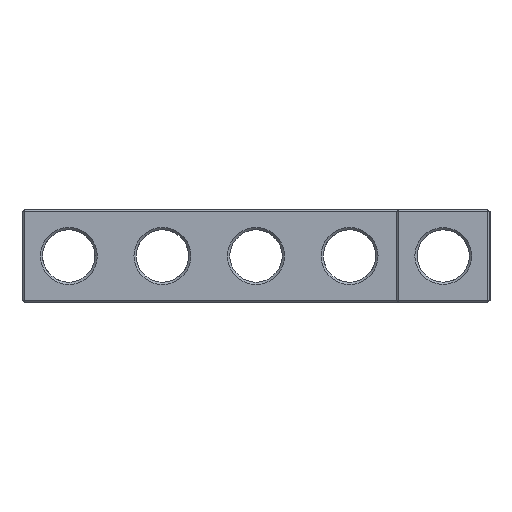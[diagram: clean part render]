
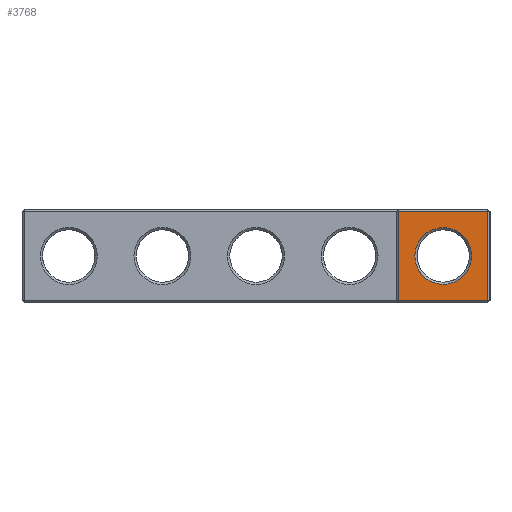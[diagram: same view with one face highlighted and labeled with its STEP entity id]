
A CAD part, left-side view. The second image highlights one B-rep face of the part: STEP entity #3768.
In plain terms, the highlighted planar face has unit normal (-1, 0, 0).
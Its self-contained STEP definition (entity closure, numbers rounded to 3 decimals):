
#326 = PLANE('',#327);
#327 = AXIS2_PLACEMENT_3D('',#328,#329,#330);
#328 = CARTESIAN_POINT('',(-56.1,6.1,0.));
#329 = DIRECTION('',(0.707,-0.707,0.)
  );
#330 = DIRECTION('',(0.,0.,-1.));
#1058 = VERTEX_POINT('',#1059);
#1059 = CARTESIAN_POINT('',(-56.25,5.95,0.3));
#1080 = EDGE_CURVE('',#1058,#1081,#1083,.T.);
#1081 = VERTEX_POINT('',#1082);
#1082 = CARTESIAN_POINT('',(-56.25,5.95,12.2));
#1083 = SURFACE_CURVE('',#1084,(#1088,#1095),.PCURVE_S1.);
#1084 = LINE('',#1085,#1086);
#1085 = CARTESIAN_POINT('',(-56.25,5.95,0.));
#1086 = VECTOR('',#1087,1.);
#1087 = DIRECTION('',(0.,0.,1.));
#1088 = PCURVE('',#326,#1089);
#1089 = DEFINITIONAL_REPRESENTATION('',(#1090),#1094);
#1090 = LINE('',#1091,#1092);
#1091 = CARTESIAN_POINT('',(0.,-0.212));
#1092 = VECTOR('',#1093,1.);
#1093 = DIRECTION('',(-1.,0.));
#1094 = ( GEOMETRIC_REPRESENTATION_CONTEXT(2) 
PARAMETRIC_REPRESENTATION_CONTEXT() REPRESENTATION_CONTEXT('2D SPACE',''
  ) );
#1095 = PCURVE('',#1096,#1101);
#1096 = PLANE('',#1097);
#1097 = AXIS2_PLACEMENT_3D('',#1098,#1099,#1100);
#1098 = CARTESIAN_POINT('',(-56.25,6.25,0.));
#1099 = DIRECTION('',(1.,0.,0.));
#1100 = DIRECTION('',(0.,-1.,0.));
#1101 = DEFINITIONAL_REPRESENTATION('',(#1102),#1106);
#1102 = LINE('',#1103,#1104);
#1103 = CARTESIAN_POINT('',(0.3,0.));
#1104 = VECTOR('',#1105,1.);
#1105 = DIRECTION('',(0.,-1.));
#1106 = ( GEOMETRIC_REPRESENTATION_CONTEXT(2) 
PARAMETRIC_REPRESENTATION_CONTEXT() REPRESENTATION_CONTEXT('2D SPACE',''
  ) );
#1397 = PLANE('',#1398);
#1398 = AXIS2_PLACEMENT_3D('',#1399,#1400,#1401);
#1399 = CARTESIAN_POINT('',(-56.1,6.25,0.15));
#1400 = DIRECTION('',(0.707,0.,0.707)
  );
#1401 = DIRECTION('',(0.,-1.,0.));
#2025 = PLANE('',#2026);
#2026 = AXIS2_PLACEMENT_3D('',#2027,#2028,#2029);
#2027 = CARTESIAN_POINT('',(-56.1,6.25,12.35));
#2028 = DIRECTION('',(-0.707,0.,0.707
    ));
#2029 = DIRECTION('',(0.,-1.,0.));
#3768 = ADVANCED_FACE('',(#3769,#3844),#1096,.F.);
#3769 = FACE_BOUND('',#3770,.F.);
#3770 = EDGE_LOOP('',(#3771,#3801,#3822,#3823));
#3771 = ORIENTED_EDGE('',*,*,#3772,.F.);
#3772 = EDGE_CURVE('',#3773,#3775,#3777,.T.);
#3773 = VERTEX_POINT('',#3774);
#3774 = CARTESIAN_POINT('',(-56.25,-5.95,0.3));
#3775 = VERTEX_POINT('',#3776);
#3776 = CARTESIAN_POINT('',(-56.25,-5.95,12.2));
#3777 = SURFACE_CURVE('',#3778,(#3782,#3789),.PCURVE_S1.);
#3778 = LINE('',#3779,#3780);
#3779 = CARTESIAN_POINT('',(-56.25,-5.95,0.));
#3780 = VECTOR('',#3781,1.);
#3781 = DIRECTION('',(0.,0.,1.));
#3782 = PCURVE('',#1096,#3783);
#3783 = DEFINITIONAL_REPRESENTATION('',(#3784),#3788);
#3784 = LINE('',#3785,#3786);
#3785 = CARTESIAN_POINT('',(12.2,0.));
#3786 = VECTOR('',#3787,1.);
#3787 = DIRECTION('',(0.,-1.));
#3788 = ( GEOMETRIC_REPRESENTATION_CONTEXT(2) 
PARAMETRIC_REPRESENTATION_CONTEXT() REPRESENTATION_CONTEXT('2D SPACE',''
  ) );
#3789 = PCURVE('',#3790,#3795);
#3790 = PLANE('',#3791);
#3791 = AXIS2_PLACEMENT_3D('',#3792,#3793,#3794);
#3792 = CARTESIAN_POINT('',(-56.1,-6.1,0.));
#3793 = DIRECTION('',(-0.707,-0.707,0.
    ));
#3794 = DIRECTION('',(0.,0.,1.));
#3795 = DEFINITIONAL_REPRESENTATION('',(#3796),#3800);
#3796 = LINE('',#3797,#3798);
#3797 = CARTESIAN_POINT('',(0.,0.212));
#3798 = VECTOR('',#3799,1.);
#3799 = DIRECTION('',(1.,0.));
#3800 = ( GEOMETRIC_REPRESENTATION_CONTEXT(2) 
PARAMETRIC_REPRESENTATION_CONTEXT() REPRESENTATION_CONTEXT('2D SPACE',''
  ) );
#3801 = ORIENTED_EDGE('',*,*,#3802,.F.);
#3802 = EDGE_CURVE('',#1058,#3773,#3803,.T.);
#3803 = SURFACE_CURVE('',#3804,(#3808,#3815),.PCURVE_S1.);
#3804 = LINE('',#3805,#3806);
#3805 = CARTESIAN_POINT('',(-56.25,6.25,0.3));
#3806 = VECTOR('',#3807,1.);
#3807 = DIRECTION('',(0.,-1.,0.));
#3808 = PCURVE('',#1096,#3809);
#3809 = DEFINITIONAL_REPRESENTATION('',(#3810),#3814);
#3810 = LINE('',#3811,#3812);
#3811 = CARTESIAN_POINT('',(0.,-0.3));
#3812 = VECTOR('',#3813,1.);
#3813 = DIRECTION('',(1.,0.));
#3814 = ( GEOMETRIC_REPRESENTATION_CONTEXT(2) 
PARAMETRIC_REPRESENTATION_CONTEXT() REPRESENTATION_CONTEXT('2D SPACE',''
  ) );
#3815 = PCURVE('',#1397,#3816);
#3816 = DEFINITIONAL_REPRESENTATION('',(#3817),#3821);
#3817 = LINE('',#3818,#3819);
#3818 = CARTESIAN_POINT('',(0.,-0.212));
#3819 = VECTOR('',#3820,1.);
#3820 = DIRECTION('',(1.,0.));
#3821 = ( GEOMETRIC_REPRESENTATION_CONTEXT(2) 
PARAMETRIC_REPRESENTATION_CONTEXT() REPRESENTATION_CONTEXT('2D SPACE',''
  ) );
#3822 = ORIENTED_EDGE('',*,*,#1080,.T.);
#3823 = ORIENTED_EDGE('',*,*,#3824,.T.);
#3824 = EDGE_CURVE('',#1081,#3775,#3825,.T.);
#3825 = SURFACE_CURVE('',#3826,(#3830,#3837),.PCURVE_S1.);
#3826 = LINE('',#3827,#3828);
#3827 = CARTESIAN_POINT('',(-56.25,6.25,12.2));
#3828 = VECTOR('',#3829,1.);
#3829 = DIRECTION('',(0.,-1.,0.));
#3830 = PCURVE('',#1096,#3831);
#3831 = DEFINITIONAL_REPRESENTATION('',(#3832),#3836);
#3832 = LINE('',#3833,#3834);
#3833 = CARTESIAN_POINT('',(0.,-12.2));
#3834 = VECTOR('',#3835,1.);
#3835 = DIRECTION('',(1.,0.));
#3836 = ( GEOMETRIC_REPRESENTATION_CONTEXT(2) 
PARAMETRIC_REPRESENTATION_CONTEXT() REPRESENTATION_CONTEXT('2D SPACE',''
  ) );
#3837 = PCURVE('',#2025,#3838);
#3838 = DEFINITIONAL_REPRESENTATION('',(#3839),#3843);
#3839 = LINE('',#3840,#3841);
#3840 = CARTESIAN_POINT('',(0.,-0.212));
#3841 = VECTOR('',#3842,1.);
#3842 = DIRECTION('',(1.,0.));
#3843 = ( GEOMETRIC_REPRESENTATION_CONTEXT(2) 
PARAMETRIC_REPRESENTATION_CONTEXT() REPRESENTATION_CONTEXT('2D SPACE',''
  ) );
#3844 = FACE_BOUND('',#3845,.F.);
#3845 = EDGE_LOOP('',(#3846));
#3846 = ORIENTED_EDGE('',*,*,#3847,.T.);
#3847 = EDGE_CURVE('',#3848,#3848,#3850,.T.);
#3848 = VERTEX_POINT('',#3849);
#3849 = CARTESIAN_POINT('',(-56.25,0.,10.04));
#3850 = SURFACE_CURVE('',#3851,(#3856,#3867),.PCURVE_S1.);
#3851 = CIRCLE('',#3852,3.79);
#3852 = AXIS2_PLACEMENT_3D('',#3853,#3854,#3855);
#3853 = CARTESIAN_POINT('',(-56.25,0.,6.25));
#3854 = DIRECTION('',(-1.,0.,0.));
#3855 = DIRECTION('',(0.,0.,1.));
#3856 = PCURVE('',#1096,#3857);
#3857 = DEFINITIONAL_REPRESENTATION('',(#3858),#3866);
#3858 = ( BOUNDED_CURVE() B_SPLINE_CURVE(2,(#3859,#3860,#3861,#3862,
#3863,#3864,#3865),.UNSPECIFIED.,.T.,.F.) B_SPLINE_CURVE_WITH_KNOTS((1,2
    ,2,2,2,1),(-2.094,0.,2.094,4.189,
6.283,8.378),.UNSPECIFIED.) CURVE() 
GEOMETRIC_REPRESENTATION_ITEM() RATIONAL_B_SPLINE_CURVE((1.,0.5,1.,0.5,
1.,0.5,1.)) REPRESENTATION_ITEM('') );
#3859 = CARTESIAN_POINT('',(6.25,-10.04));
#3860 = CARTESIAN_POINT('',(-0.314,-10.04));
#3861 = CARTESIAN_POINT('',(2.968,-4.355));
#3862 = CARTESIAN_POINT('',(6.25,1.33));
#3863 = CARTESIAN_POINT('',(9.532,-4.355));
#3864 = CARTESIAN_POINT('',(12.814,-10.04));
#3865 = CARTESIAN_POINT('',(6.25,-10.04));
#3866 = ( GEOMETRIC_REPRESENTATION_CONTEXT(2) 
PARAMETRIC_REPRESENTATION_CONTEXT() REPRESENTATION_CONTEXT('2D SPACE',''
  ) );
#3867 = PCURVE('',#3868,#3873);
#3868 = CONICAL_SURFACE('',#3869,3.49,0.785);
#3869 = AXIS2_PLACEMENT_3D('',#3870,#3871,#3872);
#3870 = CARTESIAN_POINT('',(-55.95,0.,6.25));
#3871 = DIRECTION('',(-1.,-0.,0.));
#3872 = DIRECTION('',(0.,0.,1.));
#3873 = DEFINITIONAL_REPRESENTATION('',(#3874),#3878);
#3874 = LINE('',#3875,#3876);
#3875 = CARTESIAN_POINT('',(0.,0.3));
#3876 = VECTOR('',#3877,1.);
#3877 = DIRECTION('',(1.,0.));
#3878 = ( GEOMETRIC_REPRESENTATION_CONTEXT(2) 
PARAMETRIC_REPRESENTATION_CONTEXT() REPRESENTATION_CONTEXT('2D SPACE',''
  ) );
